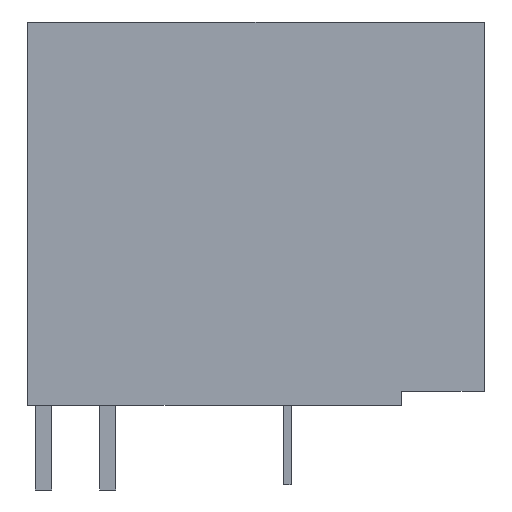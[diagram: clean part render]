
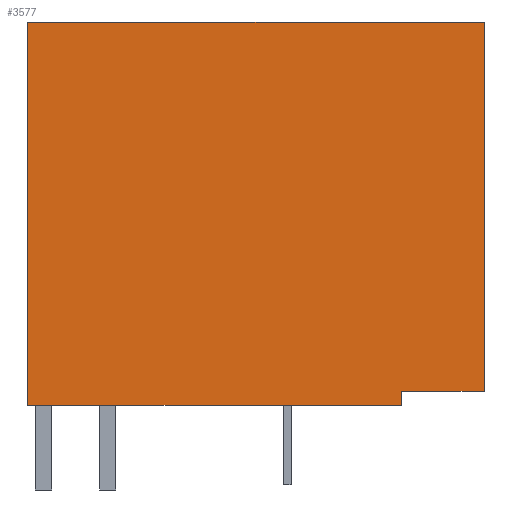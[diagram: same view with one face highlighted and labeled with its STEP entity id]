
A CAD part, left-side view. The second image highlights one B-rep face of the part: STEP entity #3577.
In plain terms, the highlighted planar face has unit normal (-1, 0, 0).
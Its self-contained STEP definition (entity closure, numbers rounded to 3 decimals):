
#1764 = PLANE('',#1765);
#1765 = AXIS2_PLACEMENT_3D('',#1766,#1767,#1768);
#1766 = CARTESIAN_POINT('',(10.1,-14.68,0.55));
#1767 = DIRECTION('',(0.,1.,0.));
#1768 = DIRECTION('',(0.,0.,-1.));
#3225 = VERTEX_POINT('',#3226);
#3226 = CARTESIAN_POINT('',(-2.6,-14.68,14.95));
#3240 = PLANE('',#3241);
#3241 = AXIS2_PLACEMENT_3D('',#3242,#3243,#3244);
#3242 = CARTESIAN_POINT('',(10.1,3.12,14.95));
#3243 = DIRECTION('',(0.,0.,1.));
#3244 = DIRECTION('',(1.,0.,0.));
#3252 = EDGE_CURVE('',#3253,#3225,#3255,.T.);
#3253 = VERTEX_POINT('',#3254);
#3254 = CARTESIAN_POINT('',(-2.6,-14.68,0.55));
#3255 = SURFACE_CURVE('',#3256,(#3260,#3267),.PCURVE_S1.);
#3256 = LINE('',#3257,#3258);
#3257 = CARTESIAN_POINT('',(-2.6,-14.68,0.55));
#3258 = VECTOR('',#3259,1.);
#3259 = DIRECTION('',(0.,0.,1.));
#3260 = PCURVE('',#1764,#3261);
#3261 = DEFINITIONAL_REPRESENTATION('',(#3262),#3266);
#3262 = LINE('',#3263,#3264);
#3263 = CARTESIAN_POINT('',(0.,12.7));
#3264 = VECTOR('',#3265,1.);
#3265 = DIRECTION('',(-1.,0.));
#3266 = ( GEOMETRIC_REPRESENTATION_CONTEXT(2) 
PARAMETRIC_REPRESENTATION_CONTEXT() REPRESENTATION_CONTEXT('2D SPACE',''
  ) );
#3267 = PCURVE('',#3268,#3273);
#3268 = PLANE('',#3269);
#3269 = AXIS2_PLACEMENT_3D('',#3270,#3271,#3272);
#3270 = CARTESIAN_POINT('',(-2.6,-14.68,0.55));
#3271 = DIRECTION('',(1.,0.,0.));
#3272 = DIRECTION('',(0.,0.,-1.));
#3273 = DEFINITIONAL_REPRESENTATION('',(#3274),#3278);
#3274 = LINE('',#3275,#3276);
#3275 = CARTESIAN_POINT('',(0.,0.));
#3276 = VECTOR('',#3277,1.);
#3277 = DIRECTION('',(-1.,0.));
#3278 = ( GEOMETRIC_REPRESENTATION_CONTEXT(2) 
PARAMETRIC_REPRESENTATION_CONTEXT() REPRESENTATION_CONTEXT('2D SPACE',''
  ) );
#3296 = PLANE('',#3297);
#3297 = AXIS2_PLACEMENT_3D('',#3298,#3299,#3300);
#3298 = CARTESIAN_POINT('',(10.1,3.12,0.55));
#3299 = DIRECTION('',(0.,0.,1.));
#3300 = DIRECTION('',(1.,0.,0.));
#3414 = PLANE('',#3415);
#3415 = AXIS2_PLACEMENT_3D('',#3416,#3417,#3418);
#3416 = CARTESIAN_POINT('',(10.1,-11.45,0.));
#3417 = DIRECTION('',(0.,1.,0.));
#3418 = DIRECTION('',(0.,0.,-1.));
#3442 = PLANE('',#3443);
#3443 = AXIS2_PLACEMENT_3D('',#3444,#3445,#3446);
#3444 = CARTESIAN_POINT('',(10.1,-11.45,0.));
#3445 = DIRECTION('',(0.,0.,-1.));
#3446 = DIRECTION('',(-1.,0.,0.));
#3468 = PLANE('',#3469);
#3469 = AXIS2_PLACEMENT_3D('',#3470,#3471,#3472);
#3470 = CARTESIAN_POINT('',(10.1,3.12,0.55));
#3471 = DIRECTION('',(0.,-1.,0.));
#3472 = DIRECTION('',(0.,0.,1.));
#3484 = VERTEX_POINT('',#3485);
#3485 = CARTESIAN_POINT('',(-2.6,-11.45,0.55));
#3508 = EDGE_CURVE('',#3253,#3484,#3509,.T.);
#3509 = SURFACE_CURVE('',#3510,(#3514,#3521),.PCURVE_S1.);
#3510 = LINE('',#3511,#3512);
#3511 = CARTESIAN_POINT('',(-2.6,-14.68,0.55));
#3512 = VECTOR('',#3513,1.);
#3513 = DIRECTION('',(0.,1.,0.));
#3514 = PCURVE('',#3296,#3515);
#3515 = DEFINITIONAL_REPRESENTATION('',(#3516),#3520);
#3516 = LINE('',#3517,#3518);
#3517 = CARTESIAN_POINT('',(-12.7,-17.8));
#3518 = VECTOR('',#3519,1.);
#3519 = DIRECTION('',(0.,1.));
#3520 = ( GEOMETRIC_REPRESENTATION_CONTEXT(2) 
PARAMETRIC_REPRESENTATION_CONTEXT() REPRESENTATION_CONTEXT('2D SPACE',''
  ) );
#3521 = PCURVE('',#3268,#3522);
#3522 = DEFINITIONAL_REPRESENTATION('',(#3523),#3527);
#3523 = LINE('',#3524,#3525);
#3524 = CARTESIAN_POINT('',(0.,0.));
#3525 = VECTOR('',#3526,1.);
#3526 = DIRECTION('',(0.,1.));
#3527 = ( GEOMETRIC_REPRESENTATION_CONTEXT(2) 
PARAMETRIC_REPRESENTATION_CONTEXT() REPRESENTATION_CONTEXT('2D SPACE',''
  ) );
#3534 = VERTEX_POINT('',#3535);
#3535 = CARTESIAN_POINT('',(-2.6,3.12,14.95));
#3556 = EDGE_CURVE('',#3225,#3534,#3557,.T.);
#3557 = SURFACE_CURVE('',#3558,(#3562,#3569),.PCURVE_S1.);
#3558 = LINE('',#3559,#3560);
#3559 = CARTESIAN_POINT('',(-2.6,-14.68,14.95));
#3560 = VECTOR('',#3561,1.);
#3561 = DIRECTION('',(0.,1.,0.));
#3562 = PCURVE('',#3240,#3563);
#3563 = DEFINITIONAL_REPRESENTATION('',(#3564),#3568);
#3564 = LINE('',#3565,#3566);
#3565 = CARTESIAN_POINT('',(-12.7,-17.8));
#3566 = VECTOR('',#3567,1.);
#3567 = DIRECTION('',(0.,1.));
#3568 = ( GEOMETRIC_REPRESENTATION_CONTEXT(2) 
PARAMETRIC_REPRESENTATION_CONTEXT() REPRESENTATION_CONTEXT('2D SPACE',''
  ) );
#3569 = PCURVE('',#3268,#3570);
#3570 = DEFINITIONAL_REPRESENTATION('',(#3571),#3575);
#3571 = LINE('',#3572,#3573);
#3572 = CARTESIAN_POINT('',(-14.4,0.));
#3573 = VECTOR('',#3574,1.);
#3574 = DIRECTION('',(0.,1.));
#3575 = ( GEOMETRIC_REPRESENTATION_CONTEXT(2) 
PARAMETRIC_REPRESENTATION_CONTEXT() REPRESENTATION_CONTEXT('2D SPACE',''
  ) );
#3577 = ADVANCED_FACE('',(#3578),#3268,.F.);
#3578 = FACE_BOUND('',#3579,.T.);
#3579 = EDGE_LOOP('',(#3580,#3581,#3604,#3627,#3648,#3649));
#3580 = ORIENTED_EDGE('',*,*,#3556,.T.);
#3581 = ORIENTED_EDGE('',*,*,#3582,.F.);
#3582 = EDGE_CURVE('',#3583,#3534,#3585,.T.);
#3583 = VERTEX_POINT('',#3584);
#3584 = CARTESIAN_POINT('',(-2.6,3.12,0.));
#3585 = SURFACE_CURVE('',#3586,(#3590,#3597),.PCURVE_S1.);
#3586 = LINE('',#3587,#3588);
#3587 = CARTESIAN_POINT('',(-2.6,3.12,0.55));
#3588 = VECTOR('',#3589,1.);
#3589 = DIRECTION('',(0.,0.,1.));
#3590 = PCURVE('',#3268,#3591);
#3591 = DEFINITIONAL_REPRESENTATION('',(#3592),#3596);
#3592 = LINE('',#3593,#3594);
#3593 = CARTESIAN_POINT('',(0.,17.8));
#3594 = VECTOR('',#3595,1.);
#3595 = DIRECTION('',(-1.,0.));
#3596 = ( GEOMETRIC_REPRESENTATION_CONTEXT(2) 
PARAMETRIC_REPRESENTATION_CONTEXT() REPRESENTATION_CONTEXT('2D SPACE',''
  ) );
#3597 = PCURVE('',#3468,#3598);
#3598 = DEFINITIONAL_REPRESENTATION('',(#3599),#3603);
#3599 = LINE('',#3600,#3601);
#3600 = CARTESIAN_POINT('',(0.,12.7));
#3601 = VECTOR('',#3602,1.);
#3602 = DIRECTION('',(1.,0.));
#3603 = ( GEOMETRIC_REPRESENTATION_CONTEXT(2) 
PARAMETRIC_REPRESENTATION_CONTEXT() REPRESENTATION_CONTEXT('2D SPACE',''
  ) );
#3604 = ORIENTED_EDGE('',*,*,#3605,.F.);
#3605 = EDGE_CURVE('',#3606,#3583,#3608,.T.);
#3606 = VERTEX_POINT('',#3607);
#3607 = CARTESIAN_POINT('',(-2.6,-11.45,0.));
#3608 = SURFACE_CURVE('',#3609,(#3613,#3620),.PCURVE_S1.);
#3609 = LINE('',#3610,#3611);
#3610 = CARTESIAN_POINT('',(-2.6,3.12,0.));
#3611 = VECTOR('',#3612,1.);
#3612 = DIRECTION('',(0.,1.,0.));
#3613 = PCURVE('',#3268,#3614);
#3614 = DEFINITIONAL_REPRESENTATION('',(#3615),#3619);
#3615 = LINE('',#3616,#3617);
#3616 = CARTESIAN_POINT('',(0.55,17.8));
#3617 = VECTOR('',#3618,1.);
#3618 = DIRECTION('',(0.,1.));
#3619 = ( GEOMETRIC_REPRESENTATION_CONTEXT(2) 
PARAMETRIC_REPRESENTATION_CONTEXT() REPRESENTATION_CONTEXT('2D SPACE',''
  ) );
#3620 = PCURVE('',#3442,#3621);
#3621 = DEFINITIONAL_REPRESENTATION('',(#3622),#3626);
#3622 = LINE('',#3623,#3624);
#3623 = CARTESIAN_POINT('',(12.7,14.57));
#3624 = VECTOR('',#3625,1.);
#3625 = DIRECTION('',(0.,1.));
#3626 = ( GEOMETRIC_REPRESENTATION_CONTEXT(2) 
PARAMETRIC_REPRESENTATION_CONTEXT() REPRESENTATION_CONTEXT('2D SPACE',''
  ) );
#3627 = ORIENTED_EDGE('',*,*,#3628,.T.);
#3628 = EDGE_CURVE('',#3606,#3484,#3629,.T.);
#3629 = SURFACE_CURVE('',#3630,(#3634,#3641),.PCURVE_S1.);
#3630 = LINE('',#3631,#3632);
#3631 = CARTESIAN_POINT('',(-2.6,-11.45,0.));
#3632 = VECTOR('',#3633,1.);
#3633 = DIRECTION('',(0.,0.,1.));
#3634 = PCURVE('',#3268,#3635);
#3635 = DEFINITIONAL_REPRESENTATION('',(#3636),#3640);
#3636 = LINE('',#3637,#3638);
#3637 = CARTESIAN_POINT('',(0.55,3.23));
#3638 = VECTOR('',#3639,1.);
#3639 = DIRECTION('',(-1.,0.));
#3640 = ( GEOMETRIC_REPRESENTATION_CONTEXT(2) 
PARAMETRIC_REPRESENTATION_CONTEXT() REPRESENTATION_CONTEXT('2D SPACE',''
  ) );
#3641 = PCURVE('',#3414,#3642);
#3642 = DEFINITIONAL_REPRESENTATION('',(#3643),#3647);
#3643 = LINE('',#3644,#3645);
#3644 = CARTESIAN_POINT('',(0.,12.7));
#3645 = VECTOR('',#3646,1.);
#3646 = DIRECTION('',(-1.,0.));
#3647 = ( GEOMETRIC_REPRESENTATION_CONTEXT(2) 
PARAMETRIC_REPRESENTATION_CONTEXT() REPRESENTATION_CONTEXT('2D SPACE',''
  ) );
#3648 = ORIENTED_EDGE('',*,*,#3508,.F.);
#3649 = ORIENTED_EDGE('',*,*,#3252,.T.);
